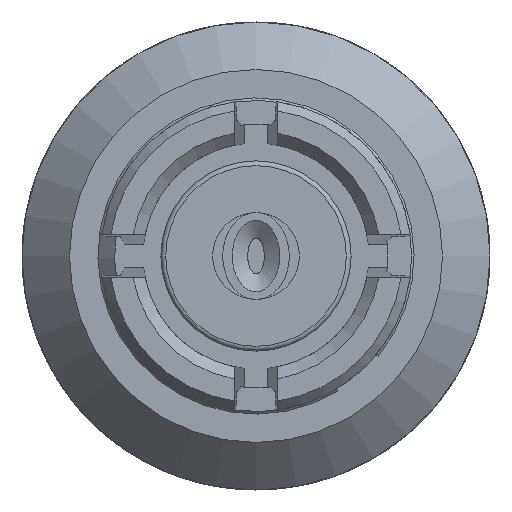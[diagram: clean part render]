
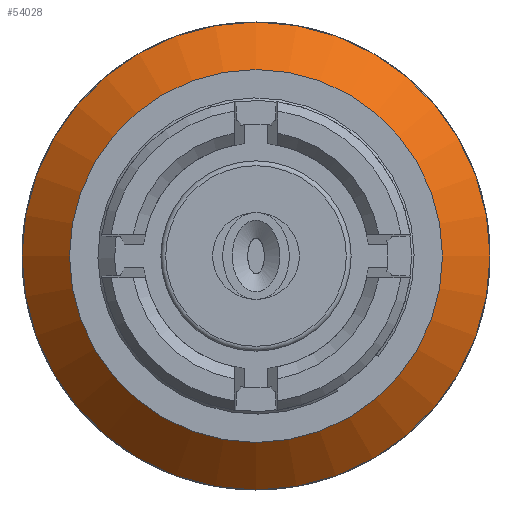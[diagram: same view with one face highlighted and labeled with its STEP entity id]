
A CAD part, left-side view. The second image highlights one B-rep face of the part: STEP entity #54028.
In plain terms, the highlighted conical face has half-angle 45 degrees and reference radius 1.992 mm.
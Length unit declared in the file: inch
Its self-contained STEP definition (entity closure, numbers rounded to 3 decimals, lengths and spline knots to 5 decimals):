
#4463 = CARTESIAN_POINT ( 'NONE',  ( 0.16736, 0., 0. ) ) ;
#5828 = DIRECTION ( 'NONE',  ( 0., 0., -1. ) ) ;
#9979 = DIRECTION ( 'NONE',  ( 1., 0., 0. ) ) ;
#10380 = EDGE_LOOP ( 'NONE', ( #41602 ) ) ;
#11170 = DIRECTION ( 'NONE',  ( -1., 0., 0. ) ) ;
#11339 = AXIS2_PLACEMENT_3D ( 'NONE', #57906, #11170, #39645 ) ;
#13731 = EDGE_LOOP ( 'NONE', ( #27351 ) ) ;
#13918 = CIRCLE ( 'NONE', #11339, 0.07843 ) ;
#17095 = VERTEX_POINT ( 'NONE', #35980 ) ;
#19196 = DIRECTION ( 'NONE',  ( 0., 0., 1. ) ) ;
#23843 = AXIS2_PLACEMENT_3D ( 'NONE', #4463, #9979, #19196 ) ;
#25305 = DIRECTION ( 'NONE',  ( 1., 0., 0. ) ) ;
#27351 = ORIENTED_EDGE ( 'NONE', *, *, #28069, .F. ) ;
#28069 = EDGE_CURVE ( 'NONE', #17095, #17095, #37792, .T. ) ;
#35980 = CARTESIAN_POINT ( 'NONE',  ( 0.16736, 0., 0.09843 ) ) ;
#37792 = CIRCLE ( 'NONE', #23843, 0.09843 ) ;
#39645 = DIRECTION ( 'NONE',  ( 0., 0., 1. ) ) ;
#41602 = ORIENTED_EDGE ( 'NONE', *, *, #51960, .F. ) ;
#43541 = AXIS2_PLACEMENT_3D ( 'NONE', #53709, #25305, #5828 ) ;
#50667 = CARTESIAN_POINT ( 'NONE',  ( 0.14736, 0., 0.07843 ) ) ;
#51509 = FACE_BOUND ( 'NONE', #10380, .T. ) ;
#51960 = EDGE_CURVE ( 'NONE', #60854, #60854, #13918, .T. ) ;
#53027 = CONICAL_SURFACE ( 'NONE', #43541, 0.07843, 0.785 ) ;
#53709 = CARTESIAN_POINT ( 'NONE',  ( 0.14736, 0., 0. ) ) ;
#54028 = ADVANCED_FACE ( 'NONE', ( #55249, #51509 ), #53027, .T. ) ;
#55249 = FACE_OUTER_BOUND ( 'NONE', #13731, .T. ) ;
#57906 = CARTESIAN_POINT ( 'NONE',  ( 0.14736, 0., 0. ) ) ;
#60854 = VERTEX_POINT ( 'NONE', #50667 ) ;
